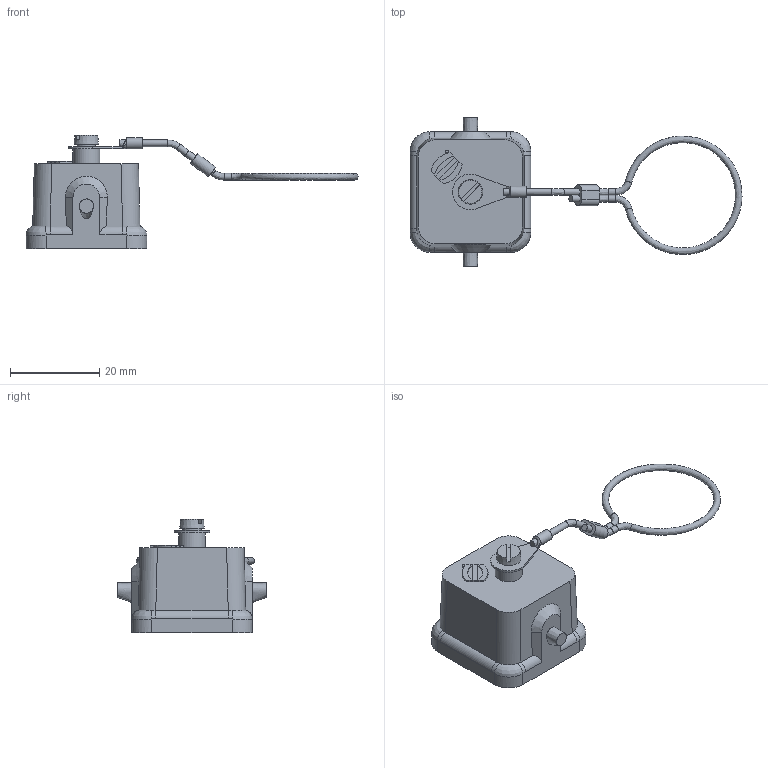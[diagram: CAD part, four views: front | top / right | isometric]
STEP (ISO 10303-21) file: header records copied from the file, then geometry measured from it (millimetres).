
FILE_DESCRIPTION(/* description */ (''),/* implementation_level */ '2;1');
FILE_NAME(/* name */ '100173813ugm000_d.stp',/* time_stamp */ '2019-10-16T07:37:46+02:00',/* author */ (''),/* organization */ (''),/* preprocessor_version */ 'ST-DEVELOPER v16.7',/* originating_system */ 'SIEMENS PLM Software NX 12.0',/* authorisation */ '');
FILE_SCHEMA (('AUTOMOTIVE_DESIGN { 1 0 10303 214 3 1 1 1 }'));
Length unit declared in the file: millimetre
Products named in the file (1): 100173813ugm000_d
Bounding box: 74.24 x 33.4 x 25.3 mm (x, y, z)
Volume: 3961.1 mm3; surface area: 5412.8 mm2
Topology: 1 solids, 1 shells, 152 faces, 375 edges, 239 vertices
Faces by surface type: plane 68, cylinder 41, bspline 36, revolution 4, cone 3
Full cylindrical faces by diameter (mm): 0.591 x1, 2.5 x1, 4.1 x1, 6 x1
Entity records: 6387 total; most frequent: CARTESIAN_POINT 1982, ORIENTED_EDGE 692, DIRECTION 634, EDGE_CURVE 346, VERTEX_POINT 232, AXIS2_PLACEMENT_3D 228, EDGE_LOOP 190, LINE 174
